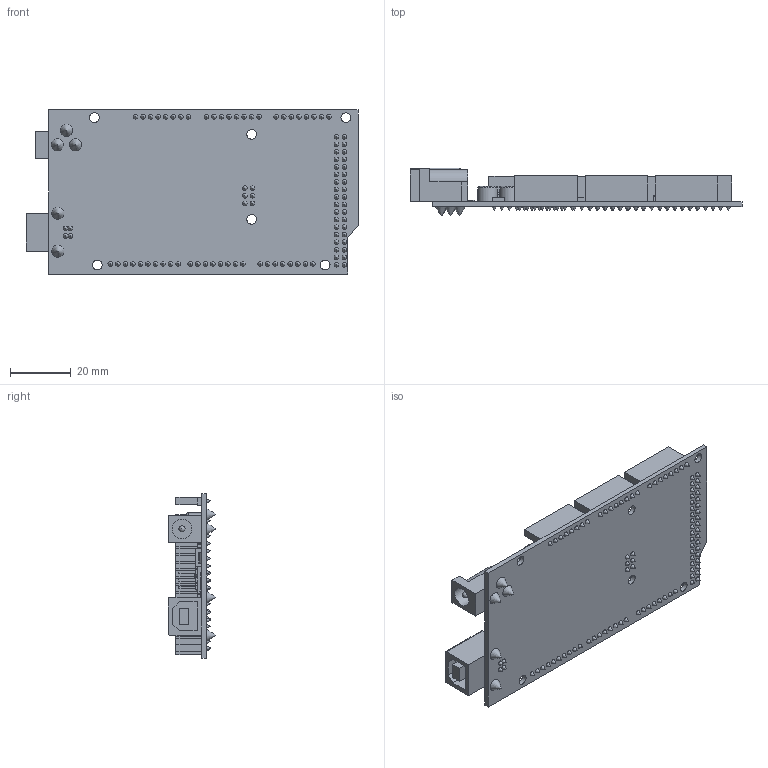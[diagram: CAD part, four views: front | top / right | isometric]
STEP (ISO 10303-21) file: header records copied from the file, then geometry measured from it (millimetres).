
FILE_DESCRIPTION(/* description */ ('STEP AP214'),/* implementation_level */ '2;1');
FILE_NAME(/* name */ 'Arduino_mega_2560.stp',/* time_stamp */ '2024-10-02T09:48:11+02:00',/* author */ ('de20559'),/* organization */ (''),/* preprocessor_version */ 'ST-DEVELOPER v20',/* originating_system */ 'Autodesk Inventor 2024',/* authorisation */ '');
FILE_SCHEMA (('AUTOMOTIVE_DESIGN { 1 0 10303 214 3 1 1 }'));
Length unit declared in the file: centimetre
Products named in the file (1): Arduino_Mega
Bounding box: 109.3 x 15.6 x 54 mm (x, y, z)
Volume: 14798.1 mm3; surface area: 23296.2 mm2
Topology: 1 solids, 1 shells, 1238 faces, 2952 edges, 1964 vertices
Faces by surface type: plane 1111, cone 101, cylinder 21, torus 4, sphere 1
Full cylindrical faces by diameter (mm): 2 x1, 3 x1, 3.2 x6, 6.5 x3
Entity records: 36553 total; most frequent: CARTESIAN_POINT 6154, ORIENTED_EDGE 5902, DIRECTION 5681, EDGE_CURVE 2951, LINE 2699, VECTOR 2699, VERTEX_POINT 1964, EDGE_LOOP 1555
